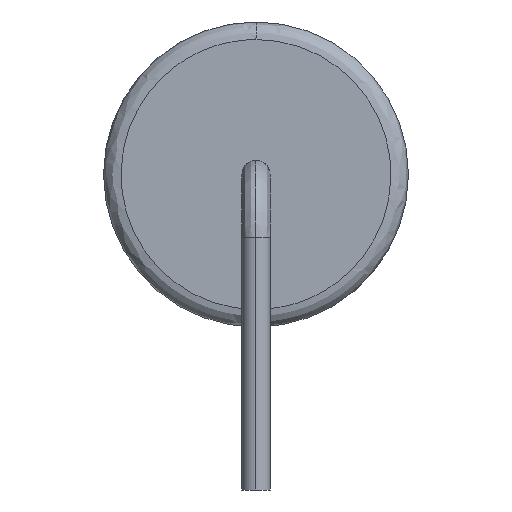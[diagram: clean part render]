
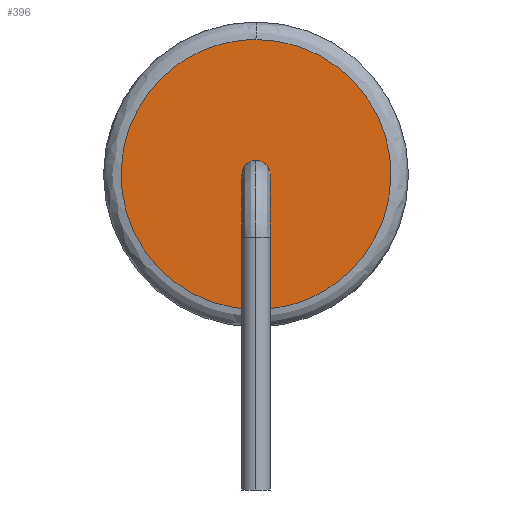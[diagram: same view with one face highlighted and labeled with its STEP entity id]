
A CAD part, left-side view. The second image highlights one B-rep face of the part: STEP entity #396.
In plain terms, the highlighted planar face has unit normal (-1, 0, 0).
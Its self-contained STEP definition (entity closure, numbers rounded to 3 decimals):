
#2 = VERTEX_POINT ( 'NONE', #1165 ) ;
#18 = ORIENTED_EDGE ( 'NONE', *, *, #418, .F. ) ;
#24 = FACE_OUTER_BOUND ( 'NONE', #438, .T. ) ;
#36 = ORIENTED_EDGE ( 'NONE', *, *, #268, .F. ) ;
#62 = CARTESIAN_POINT ( 'NONE',  ( 3.81, -7.7, 9.85 ) ) ;
#268 = EDGE_CURVE ( 'NONE', #1553, #2, #281, .T. ) ;
#281 =( BOUNDED_CURVE ( )  B_SPLINE_CURVE ( 3, ( #1588, #62, #432, #1834 ),
 .UNSPECIFIED., .F., .F. ) 
 B_SPLINE_CURVE_WITH_KNOTS ( ( 4, 4 ),
 ( 0.5, 1. ),
 .UNSPECIFIED. ) 
 CURVE ( )  GEOMETRIC_REPRESENTATION_ITEM ( )  RATIONAL_B_SPLINE_CURVE ( ( 1., 0.333, 0.333, 1. ) ) 
 REPRESENTATION_ITEM ( '' )  );
#331 = CARTESIAN_POINT ( 'NONE',  ( 3.81, 0., 9.85 ) ) ;
#396 = ADVANCED_FACE ( 'NONE', ( #24 ), #2177, .F. ) ;
#418 = EDGE_CURVE ( 'NONE', #2, #1553, #2082, .T. ) ;
#432 = CARTESIAN_POINT ( 'NONE',  ( 3.81, -7.7, 2.15 ) ) ;
#438 = EDGE_LOOP ( 'NONE', ( #18, #36 ) ) ;
#561 = AXIS2_PLACEMENT_3D ( 'NONE', #1844, #805, #2018 ) ;
#805 = DIRECTION ( 'NONE',  ( 1., 0., 0. ) ) ;
#849 = CARTESIAN_POINT ( 'NONE',  ( 3.81, 0., 9.85 ) ) ;
#969 = CARTESIAN_POINT ( 'NONE',  ( 3.81, 0., 2.15 ) ) ;
#1165 = CARTESIAN_POINT ( 'NONE',  ( 3.81, 0., 2.15 ) ) ;
#1350 = CARTESIAN_POINT ( 'NONE',  ( 3.81, 7.7, 9.85 ) ) ;
#1553 = VERTEX_POINT ( 'NONE', #849 ) ;
#1588 = CARTESIAN_POINT ( 'NONE',  ( 3.81, 0., 9.85 ) ) ;
#1834 = CARTESIAN_POINT ( 'NONE',  ( 3.81, 0., 2.15 ) ) ;
#1844 = CARTESIAN_POINT ( 'NONE',  ( 3.81, 0., 6. ) ) ;
#2018 = DIRECTION ( 'NONE',  ( 0., 0., -1. ) ) ;
#2082 =( BOUNDED_CURVE ( )  B_SPLINE_CURVE ( 3, ( #969, #2186, #1350, #331 ),
 .UNSPECIFIED., .F., .F. ) 
 B_SPLINE_CURVE_WITH_KNOTS ( ( 4, 4 ),
 ( 0., 0.5 ),
 .UNSPECIFIED. ) 
 CURVE ( )  GEOMETRIC_REPRESENTATION_ITEM ( )  RATIONAL_B_SPLINE_CURVE ( ( 1., 0.333, 0.333, 1. ) ) 
 REPRESENTATION_ITEM ( '' )  );
#2177 = PLANE ( 'NONE',  #561 ) ;
#2186 = CARTESIAN_POINT ( 'NONE',  ( 3.81, 7.7, 2.15 ) ) ;
